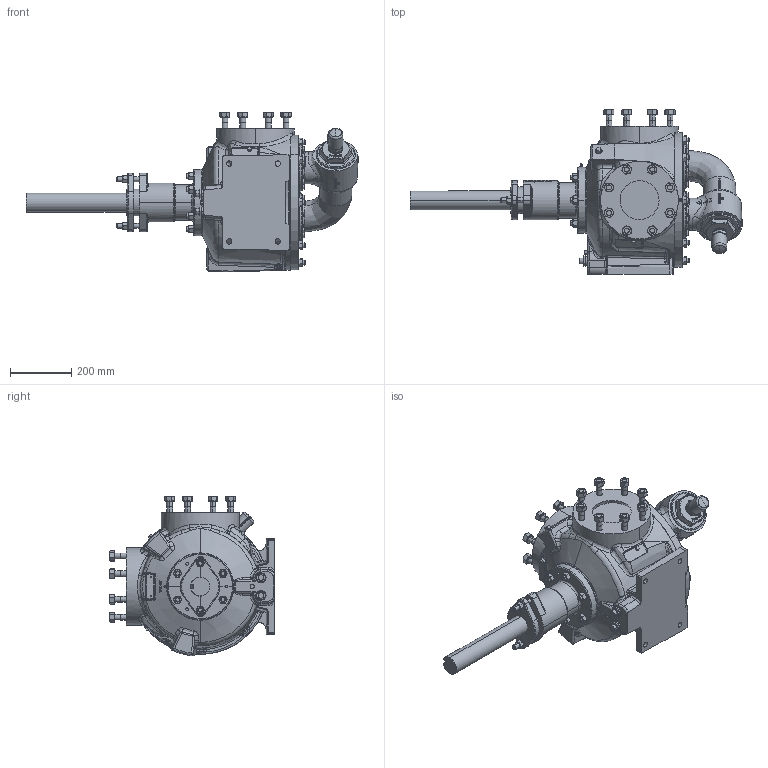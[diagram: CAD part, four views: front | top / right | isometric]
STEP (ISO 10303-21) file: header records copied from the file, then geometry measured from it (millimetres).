
FILE_DESCRIPTION (( 'STEP AP214' ), '1' );
FILE_NAME ('N324E.STEP', '2018-02-27T13:33:46', ( '' ), ( '' ), 'SwSTEP 2.0', 'SolidWorks 2017', '' );
FILE_SCHEMA (( 'AUTOMOTIVE_DESIGN' ));
Length unit declared in the file: inch
Products named in the file (2): N324E
Bounding box: 1083.41 x 536.58 x 521.79 mm (x, y, z)
Volume: 55805655 mm3; surface area: 1469461.4 mm2
Topology: 1 solids, 1 shells, 3468 faces, 8311 edges, 5047 vertices
Faces by surface type: plane 1121, bspline 779, cone 737, cylinder 580, torus 176, sphere 75
Entity records: 198061 total; most frequent: CARTESIAN_POINT 103310, ORIENTED_EDGE 16432, DIRECTION 12888, EDGE_CURVE 8216, AXIS2_PLACEMENT_3D 5325, VERTEX_POINT 5039, EDGE_LOOP 3775, FACE_OUTER_BOUND 3467
